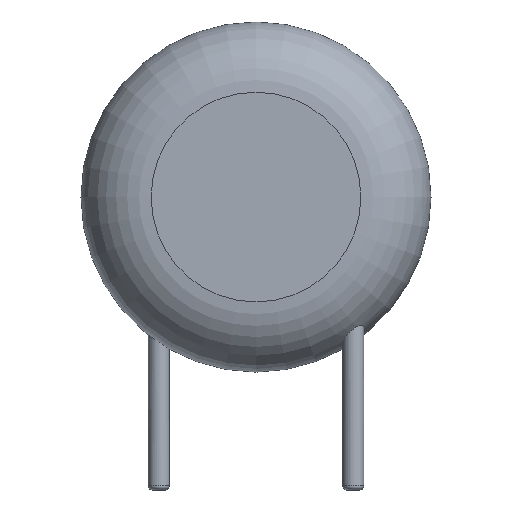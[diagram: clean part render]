
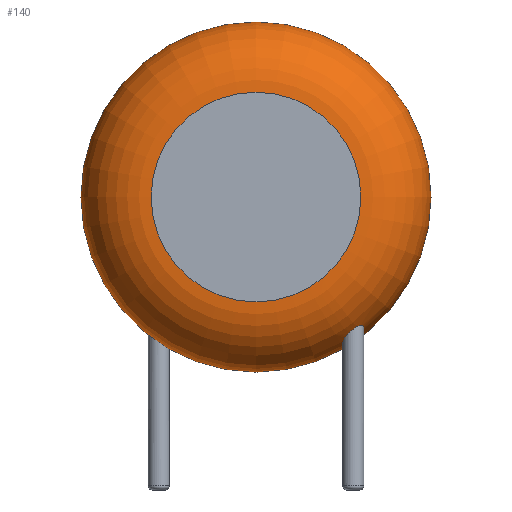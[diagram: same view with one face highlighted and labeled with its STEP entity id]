
A CAD part, front view. The second image highlights one B-rep face of the part: STEP entity #140.
In plain terms, the highlighted toroidal (fillet/blend) face has major radius 2.695 mm and minor radius 1.805 mm.
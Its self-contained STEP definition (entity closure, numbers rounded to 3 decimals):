
#24 = VERTEX_POINT('',#25);
#25 = CARTESIAN_POINT('',(7.,-0.795,4.53));
#31 = EDGE_CURVE('',#24,#24,#32,.T.);
#32 = CIRCLE('',#33,4.5);
#33 = AXIS2_PLACEMENT_3D('',#34,#35,#36);
#34 = CARTESIAN_POINT('',(2.5,-0.795,4.53));
#35 = DIRECTION('',(0.,-1.,0.));
#36 = DIRECTION('',(1.,0.,0.));
#140 = ADVANCED_FACE('',(#141,#161),#229,.T.);
#141 = FACE_BOUND('',#142,.T.);
#142 = EDGE_LOOP('',(#143,#144,#153,#160));
#143 = ORIENTED_EDGE('',*,*,#31,.T.);
#144 = ORIENTED_EDGE('',*,*,#145,.T.);
#145 = EDGE_CURVE('',#24,#146,#148,.T.);
#146 = VERTEX_POINT('',#147);
#147 = CARTESIAN_POINT('',(5.195,-2.6,4.53));
#148 = CIRCLE('',#149,1.805);
#149 = AXIS2_PLACEMENT_3D('',#150,#151,#152);
#150 = CARTESIAN_POINT('',(5.195,-0.795,4.53));
#151 = DIRECTION('',(0.,0.,-1.));
#152 = DIRECTION('',(1.,0.,0.));
#153 = ORIENTED_EDGE('',*,*,#154,.F.);
#154 = EDGE_CURVE('',#146,#146,#155,.T.);
#155 = CIRCLE('',#156,2.695);
#156 = AXIS2_PLACEMENT_3D('',#157,#158,#159);
#157 = CARTESIAN_POINT('',(2.5,-2.6,4.53));
#158 = DIRECTION('',(0.,-1.,0.));
#159 = DIRECTION('',(1.,0.,0.));
#160 = ORIENTED_EDGE('',*,*,#145,.F.);
#161 = FACE_BOUND('',#162,.T.);
#162 = EDGE_LOOP('',(#163,#182));
#163 = ORIENTED_EDGE('',*,*,#164,.T.);
#164 = EDGE_CURVE('',#165,#167,#169,.T.);
#165 = VERTEX_POINT('',#166);
#166 = CARTESIAN_POINT('',(5.27,-1.5,1.167));
#167 = VERTEX_POINT('',#168);
#168 = CARTESIAN_POINT('',(5.051,-1.235,0.889)
);
#169 = B_SPLINE_CURVE_WITH_KNOTS('',6,(#170,#171,#172,#173,#174,#175,
#176,#177,#178,#179,#180,#181),.UNSPECIFIED.,.F.,.F.,(7,5,7),(
0.,0.56,1.),.UNSPECIFIED.);
#170 = CARTESIAN_POINT('',(5.27,-1.5,1.167));
#171 = CARTESIAN_POINT('',(5.27,-1.465,1.148));
#172 = CARTESIAN_POINT('',(5.265,-1.43,1.126
));
#173 = CARTESIAN_POINT('',(5.254,-1.397,1.102)
);
#174 = CARTESIAN_POINT('',(5.238,-1.366,1.076
));
#175 = CARTESIAN_POINT('',(5.218,-1.337,1.049
));
#176 = CARTESIAN_POINT('',(5.176,-1.293,0.999)
);
#177 = CARTESIAN_POINT('',(5.154,-1.276,0.977
));
#178 = CARTESIAN_POINT('',(5.131,-1.261,0.954));
#179 = CARTESIAN_POINT('',(5.105,-1.249,0.932)
);
#180 = CARTESIAN_POINT('',(5.079,-1.24,0.91
));
#181 = CARTESIAN_POINT('',(5.051,-1.235,0.889)
);
#182 = ORIENTED_EDGE('',*,*,#183,.T.);
#183 = EDGE_CURVE('',#167,#165,#184,.T.);
#184 = B_SPLINE_CURVE_WITH_KNOTS('',7,(#185,#186,#187,#188,#189,#190,
#191,#192,#193,#194,#195,#196,#197,#198,#199,#200,#201,#202,#203,
#204,#205,#206,#207,#208,#209,#210,#211,#212,#213,#214,#215,#216,
#217,#218,#219,#220,#221,#222,#223,#224,#225,#226,#227,#228),
.UNSPECIFIED.,.F.,.F.,(8,6,6,6,6,6,6,8),(0.,0.25,
0.402,0.543,0.668,0.803,
0.92,1.),.UNSPECIFIED.);
#185 = CARTESIAN_POINT('',(5.051,-1.235,0.889)
);
#186 = CARTESIAN_POINT('',(5.004,-1.226,0.854)
);
#187 = CARTESIAN_POINT('',(4.955,-1.226,0.82
));
#188 = CARTESIAN_POINT('',(4.905,-1.237,0.791
));
#189 = CARTESIAN_POINT('',(4.859,-1.259,0.768
));
#190 = CARTESIAN_POINT('',(4.818,-1.29,0.753
));
#191 = CARTESIAN_POINT('',(4.786,-1.328,0.747
));
#192 = CARTESIAN_POINT('',(4.749,-1.397,0.752
));
#193 = CARTESIAN_POINT('',(4.738,-1.424,0.757)
);
#194 = CARTESIAN_POINT('',(4.731,-1.453,0.765
));
#195 = CARTESIAN_POINT('',(4.728,-1.482,0.776
));
#196 = CARTESIAN_POINT('',(4.728,-1.51,0.791
));
#197 = CARTESIAN_POINT('',(4.731,-1.538,0.807));
#198 = CARTESIAN_POINT('',(4.744,-1.59,0.843
));
#199 = CARTESIAN_POINT('',(4.753,-1.614,0.863
));
#200 = CARTESIAN_POINT('',(4.764,-1.636,0.883
));
#201 = CARTESIAN_POINT('',(4.778,-1.657,0.905)
);
#202 = CARTESIAN_POINT('',(4.793,-1.677,0.928
));
#203 = CARTESIAN_POINT('',(4.811,-1.695,0.951
));
#204 = CARTESIAN_POINT('',(4.848,-1.724,0.996
));
#205 = CARTESIAN_POINT('',(4.867,-1.737,1.018
));
#206 = CARTESIAN_POINT('',(4.887,-1.747,1.039)
);
#207 = CARTESIAN_POINT('',(4.908,-1.756,1.06)
);
#208 = CARTESIAN_POINT('',(4.93,-1.763,1.081
));
#209 = CARTESIAN_POINT('',(4.953,-1.767,1.101)
);
#210 = CARTESIAN_POINT('',(5.002,-1.771,1.14)
);
#211 = CARTESIAN_POINT('',(5.028,-1.771,1.159
));
#212 = CARTESIAN_POINT('',(5.054,-1.767,1.176)
);
#213 = CARTESIAN_POINT('',(5.08,-1.76,1.19
));
#214 = CARTESIAN_POINT('',(5.106,-1.751,1.202
));
#215 = CARTESIAN_POINT('',(5.129,-1.738,1.211
));
#216 = CARTESIAN_POINT('',(5.171,-1.711,1.223
));
#217 = CARTESIAN_POINT('',(5.188,-1.696,1.226)
);
#218 = CARTESIAN_POINT('',(5.205,-1.679,1.227
));
#219 = CARTESIAN_POINT('',(5.219,-1.661,1.226
));
#220 = CARTESIAN_POINT('',(5.231,-1.642,1.223
));
#221 = CARTESIAN_POINT('',(5.242,-1.622,1.218
));
#222 = CARTESIAN_POINT('',(5.256,-1.588,1.207
));
#223 = CARTESIAN_POINT('',(5.261,-1.573,1.202
));
#224 = CARTESIAN_POINT('',(5.264,-1.559,1.196)
);
#225 = CARTESIAN_POINT('',(5.267,-1.544,1.19)
);
#226 = CARTESIAN_POINT('',(5.269,-1.529,1.183
));
#227 = CARTESIAN_POINT('',(5.27,-1.515,1.175));
#228 = CARTESIAN_POINT('',(5.27,-1.5,1.167));
#229 = TOROIDAL_SURFACE('',#230,2.695,1.805);
#230 = AXIS2_PLACEMENT_3D('',#231,#232,#233);
#231 = CARTESIAN_POINT('',(2.5,-0.795,4.53));
#232 = DIRECTION('',(0.,-1.,0.));
#233 = DIRECTION('',(1.,0.,0.));
